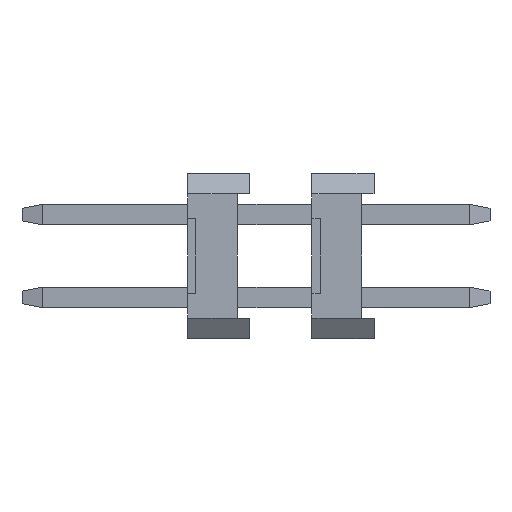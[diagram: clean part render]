
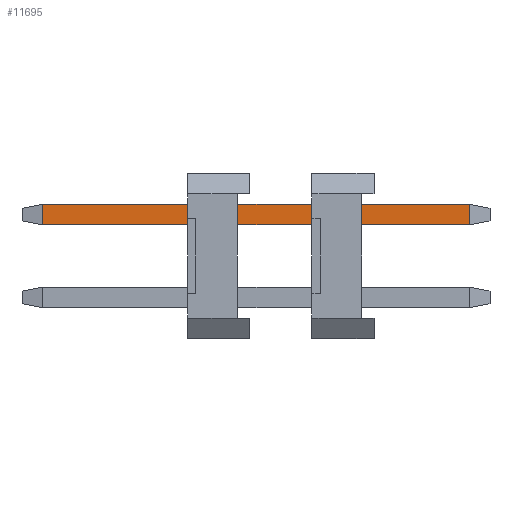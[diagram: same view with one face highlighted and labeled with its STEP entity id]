
A CAD part, left-side view. The second image highlights one B-rep face of the part: STEP entity #11695.
In plain terms, the highlighted planar face has unit normal (-1, 0, 0).
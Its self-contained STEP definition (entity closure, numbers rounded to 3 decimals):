
#11529=CARTESIAN_POINT('',(-0.25,8.,0.75));
#11530=VERTEX_POINT('',#11529);
#11560=CARTESIAN_POINT('',(-0.25,-2.3,0.75));
#11561=VERTEX_POINT('',#11560);
#11562=CARTESIAN_POINT('',(-0.25,-2.3,0.75));
#11563=DIRECTION('',(0.,1.,0.));
#11564=VECTOR('',#11563,10.3);
#11565=LINE('',#11562,#11564);
#11566=EDGE_CURVE('',#11561,#11530,#11565,.T.);
#11655=CARTESIAN_POINT('',(-0.25,-2.3,1.25));
#11656=VERTEX_POINT('',#11655);
#11663=CARTESIAN_POINT('',(-0.25,-2.3,1.25));
#11664=DIRECTION('',(0.,0.,-1.));
#11665=VECTOR('',#11664,0.5);
#11666=LINE('',#11663,#11665);
#11667=EDGE_CURVE('',#11656,#11561,#11666,.T.);
#11672=CARTESIAN_POINT('',(-0.25,8.5,1.25));
#11673=DIRECTION('',(0.,0.,-1.));
#11674=DIRECTION('',(-1.,-0.,-0.));
#11675=AXIS2_PLACEMENT_3D('',#11672,#11674,#11673);
#11676=PLANE('',#11675);
#11677=CARTESIAN_POINT('',(-0.25,8.,1.25));
#11678=VERTEX_POINT('',#11677);
#11679=CARTESIAN_POINT('',(-0.25,-2.3,1.25));
#11680=DIRECTION('',(0.,1.,0.));
#11681=VECTOR('',#11680,10.3);
#11682=LINE('',#11679,#11681);
#11683=EDGE_CURVE('',#11656,#11678,#11682,.T.);
#11684=ORIENTED_EDGE('',*,*,#11683,.T.);
#11685=CARTESIAN_POINT('',(-0.25,8.,1.25));
#11686=DIRECTION('',(0.,0.,-1.));
#11687=VECTOR('',#11686,0.5);
#11688=LINE('',#11685,#11687);
#11689=EDGE_CURVE('',#11678,#11530,#11688,.T.);
#11690=ORIENTED_EDGE('',*,*,#11689,.T.);
#11691=ORIENTED_EDGE('',*,*,#11566,.F.);
#11692=ORIENTED_EDGE('',*,*,#11667,.F.);
#11693=EDGE_LOOP('',(#11684,#11690,#11691,#11692));
#11694=FACE_OUTER_BOUND('',#11693,.T.);
#11695=ADVANCED_FACE('',(#11694),#11676,.T.);
